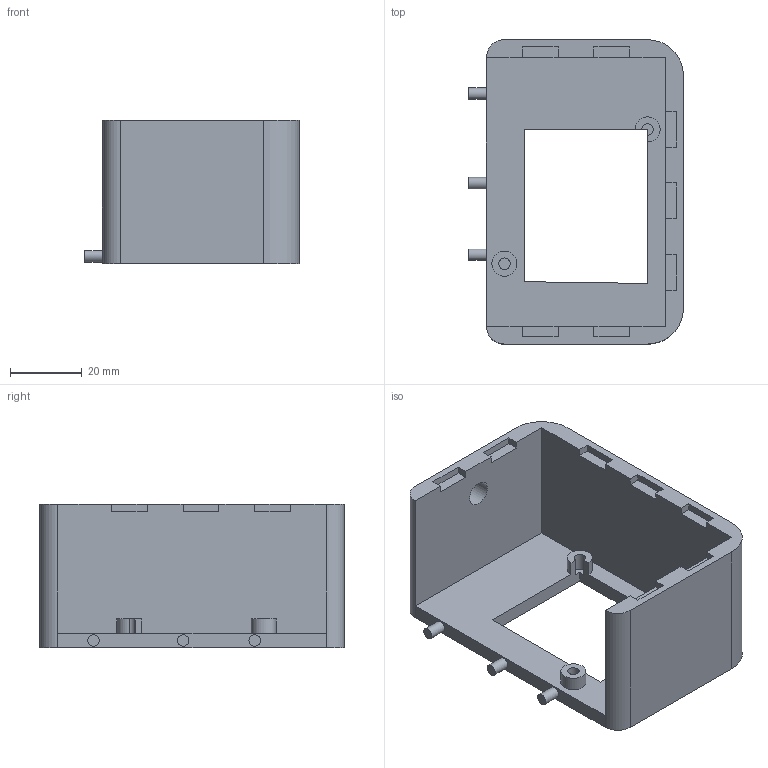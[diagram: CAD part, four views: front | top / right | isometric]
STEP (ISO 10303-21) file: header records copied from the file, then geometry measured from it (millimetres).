
FILE_DESCRIPTION(/* description */ (''),/* implementation_level */ '2;1');
FILE_NAME(/* name */ 'case.step',/* time_stamp */ '2025-03-27T14:57:37+05:30',/* author */ (''),/* organization */ (''),/* preprocessor_version */ 'ST-DEVELOPER v20.1',/* originating_system */ 'Autodesk Translation Framework v14.4.0.0',/* authorisation */ '');
FILE_SCHEMA (('AUTOMOTIVE_DESIGN { 1 0 10303 214 3 1 1 }'));
Length unit declared in the file: millimetre
Products named in the file (1): Weather Stn
Bounding box: 60 x 85 x 40 mm (x, y, z)
Volume: 41209.7 mm3; surface area: 24682.2 mm2
Topology: 1 solids, 1 shells, 641 faces, 1814 edges, 1209 vertices
Faces by surface type: bspline 414, plane 215, cylinder 12
Full cylindrical faces by diameter (mm): 3.2 x4, 7 x2
Entity records: 24684 total; most frequent: CARTESIAN_POINT 10707, ORIENTED_EDGE 3628, EDGE_CURVE 1814, DIRECTION 1465, VERTEX_POINT 1209, LINE 961, VECTOR 961, B_SPLINE_CURVE_WITH_KNOTS 829
